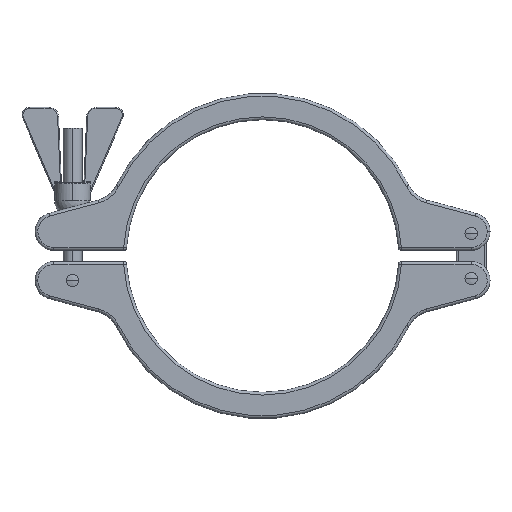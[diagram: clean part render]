
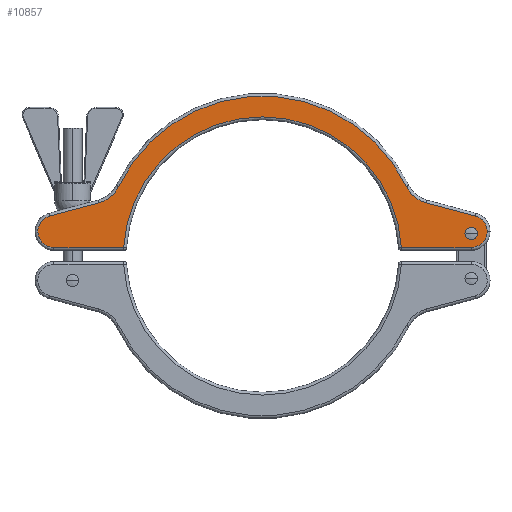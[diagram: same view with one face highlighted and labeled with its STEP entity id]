
A CAD part, top view. The second image highlights one B-rep face of the part: STEP entity #10857.
In plain terms, the highlighted planar face has unit normal (0, 0, 1).
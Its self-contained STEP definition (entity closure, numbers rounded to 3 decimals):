
#20 = CIRCLE ( 'NONE', #5345, 85. ) ;
#90 = EDGE_CURVE ( 'NONE', #10455, #12711, #866, .T. ) ;
#305 = CARTESIAN_POINT ( 'NONE',  ( -76.545, 36.959, 12. ) ) ;
#418 = ORIENTED_EDGE ( 'NONE', *, *, #3866, .T. ) ;
#589 = CARTESIAN_POINT ( 'NONE',  ( -113.2, 21.21, 12. ) ) ;
#625 = VERTEX_POINT ( 'NONE', #13053 ) ;
#638 = CARTESIAN_POINT ( 'NONE',  ( 0., 0., 12. ) ) ;
#788 = AXIS2_PLACEMENT_3D ( 'NONE', #13834, #3049, #7825 ) ;
#866 = LINE ( 'NONE', #15360, #3655 ) ;
#870 = EDGE_CURVE ( 'NONE', #625, #14494, #2537, .T. ) ;
#1097 = CARTESIAN_POINT ( 'NONE',  ( 0., 0., 12. ) ) ;
#1146 = DIRECTION ( 'NONE',  ( 1., 0., 0. ) ) ;
#1204 = CARTESIAN_POINT ( 'NONE',  ( 111., 13., 12. ) ) ;
#1330 = EDGE_CURVE ( 'NONE', #3238, #10957, #3310, .T. ) ;
#1339 = CARTESIAN_POINT ( 'NONE',  ( 87.133, 28.195, 12. ) ) ;
#1434 = AXIS2_PLACEMENT_3D ( 'NONE', #5727, #10547, #12445 ) ;
#1510 = VECTOR ( 'NONE', #2761, 1000. ) ;
#1625 = EDGE_CURVE ( 'NONE', #4754, #3492, #20, .T. ) ;
#1981 = CIRCLE ( 'NONE', #12355, 16.5 ) ;
#2089 = CIRCLE ( 'NONE', #11712, 16.5 ) ;
#2140 = DIRECTION ( 'NONE',  ( 0., 0., 1. ) ) ;
#2450 = EDGE_LOOP ( 'NONE', ( #9344, #14727, #12748, #14509, #8712, #11597, #9846, #4891, #418, #13412, #10671 ) ) ;
#2537 = CIRCLE ( 'NONE', #788, 3.3 ) ;
#2620 = DIRECTION ( 'NONE',  ( 0., 0., 1. ) ) ;
#2761 = DIRECTION ( 'NONE',  ( -0.966, -0.259, 0. ) ) ;
#3049 = DIRECTION ( 'NONE',  ( 0., 0., 1. ) ) ;
#3170 = DIRECTION ( 'NONE',  ( 1., 0., 0. ) ) ;
#3202 = DIRECTION ( 'NONE',  ( 1., 0., 0. ) ) ;
#3238 = VERTEX_POINT ( 'NONE', #11728 ) ;
#3310 = CIRCLE ( 'NONE', #4860, 74. ) ;
#3492 = VERTEX_POINT ( 'NONE', #305 ) ;
#3655 = VECTOR ( 'NONE', #8946, 1000. ) ;
#3803 = DIRECTION ( 'NONE',  ( 1., 0., 0. ) ) ;
#3866 = EDGE_CURVE ( 'NONE', #3492, #14317, #2089, .T. ) ;
#3919 = VERTEX_POINT ( 'NONE', #589 ) ;
#3929 = CARTESIAN_POINT ( 'NONE',  ( 111., 4.5, 12. ) ) ;
#3937 = ORIENTED_EDGE ( 'NONE', *, *, #10792, .F. ) ;
#4206 = VECTOR ( 'NONE', #1146, 1000. ) ;
#4573 = CARTESIAN_POINT ( 'NONE',  ( -111., 4.5, 12. ) ) ;
#4754 = VERTEX_POINT ( 'NONE', #13129 ) ;
#4838 = CARTESIAN_POINT ( 'NONE',  ( -111., 13., 12. ) ) ;
#4860 = AXIS2_PLACEMENT_3D ( 'NONE', #1097, #12032, #14046 ) ;
#4891 = ORIENTED_EDGE ( 'NONE', *, *, #1625, .T. ) ;
#4940 = AXIS2_PLACEMENT_3D ( 'NONE', #4838, #7453, #3803 ) ;
#4984 = EDGE_CURVE ( 'NONE', #11494, #14450, #5925, .T. ) ;
#5100 = EDGE_LOOP ( 'NONE', ( #11196, #3937 ) ) ;
#5167 = FACE_BOUND ( 'NONE', #5100, .T. ) ;
#5345 = AXIS2_PLACEMENT_3D ( 'NONE', #6722, #5540, #5686 ) ;
#5358 = EDGE_CURVE ( 'NONE', #3919, #9771, #8215, .T. ) ;
#5401 = DIRECTION ( 'NONE',  ( 0., 0., -1. ) ) ;
#5540 = DIRECTION ( 'NONE',  ( 0., 0., 1. ) ) ;
#5686 = DIRECTION ( 'NONE',  ( 1., 0., 0. ) ) ;
#5727 = CARTESIAN_POINT ( 'NONE',  ( 111., 13., 12. ) ) ;
#5925 = CIRCLE ( 'NONE', #7474, 8.5 ) ;
#6277 = FACE_OUTER_BOUND ( 'NONE', #2450, .T. ) ;
#6349 = DIRECTION ( 'NONE',  ( 1., 0., 0. ) ) ;
#6722 = CARTESIAN_POINT ( 'NONE',  ( 0., 0., 12. ) ) ;
#7453 = DIRECTION ( 'NONE',  ( 0., 0., 1. ) ) ;
#7474 = AXIS2_PLACEMENT_3D ( 'NONE', #1204, #2140, #13095 ) ;
#7726 = CIRCLE ( 'NONE', #10973, 3.3 ) ;
#7825 = DIRECTION ( 'NONE',  ( 1., 0., 0. ) ) ;
#7861 = DIRECTION ( 'NONE',  ( 1., 0., 0. ) ) ;
#8215 = CIRCLE ( 'NONE', #4940, 8.5 ) ;
#8515 = LINE ( 'NONE', #3929, #4206 ) ;
#8712 = ORIENTED_EDGE ( 'NONE', *, *, #14310, .T. ) ;
#8798 = EDGE_CURVE ( 'NONE', #10957, #11494, #8515, .T. ) ;
#8801 = CARTESIAN_POINT ( 'NONE',  ( -87.133, 28.195, 12. ) ) ;
#8803 = DIRECTION ( 'NONE',  ( 1., 0., 0. ) ) ;
#8946 = DIRECTION ( 'NONE',  ( -0.966, 0.259, 0. ) ) ;
#8950 = CARTESIAN_POINT ( 'NONE',  ( 114.3, 12., 12. ) ) ;
#8957 = AXIS2_PLACEMENT_3D ( 'NONE', #638, #10527, #7861 ) ;
#9035 = CIRCLE ( 'NONE', #1434, 8.5 ) ;
#9215 = EDGE_CURVE ( 'NONE', #9771, #3238, #13797, .T. ) ;
#9344 = ORIENTED_EDGE ( 'NONE', *, *, #9215, .T. ) ;
#9771 = VERTEX_POINT ( 'NONE', #4573 ) ;
#9846 = ORIENTED_EDGE ( 'NONE', *, *, #15566, .T. ) ;
#9921 = CARTESIAN_POINT ( 'NONE',  ( -91.403, 44.133, 12. ) ) ;
#9956 = LINE ( 'NONE', #14723, #1510 ) ;
#10455 = VERTEX_POINT ( 'NONE', #15229 ) ;
#10527 = DIRECTION ( 'NONE',  ( 0., 0., 1. ) ) ;
#10547 = DIRECTION ( 'NONE',  ( 0., 0., 1. ) ) ;
#10671 = ORIENTED_EDGE ( 'NONE', *, *, #5358, .T. ) ;
#10792 = EDGE_CURVE ( 'NONE', #14494, #625, #7726, .T. ) ;
#10857 = ADVANCED_FACE ( 'NONE', ( #6277, #5167 ), #15053, .T. ) ;
#10957 = VERTEX_POINT ( 'NONE', #12685 ) ;
#10973 = AXIS2_PLACEMENT_3D ( 'NONE', #13483, #2620, #8803 ) ;
#11018 = EDGE_CURVE ( 'NONE', #14317, #3919, #9956, .T. ) ;
#11196 = ORIENTED_EDGE ( 'NONE', *, *, #870, .F. ) ;
#11494 = VERTEX_POINT ( 'NONE', #13026 ) ;
#11597 = ORIENTED_EDGE ( 'NONE', *, *, #90, .T. ) ;
#11712 = AXIS2_PLACEMENT_3D ( 'NONE', #9921, #12477, #3202 ) ;
#11728 = CARTESIAN_POINT ( 'NONE',  ( -73.863, 4.5, 12. ) ) ;
#12032 = DIRECTION ( 'NONE',  ( 0., 0., -1. ) ) ;
#12355 = AXIS2_PLACEMENT_3D ( 'NONE', #15054, #5401, #3170 ) ;
#12445 = DIRECTION ( 'NONE',  ( 1., 0., 0. ) ) ;
#12477 = DIRECTION ( 'NONE',  ( 0., 0., -1. ) ) ;
#12685 = CARTESIAN_POINT ( 'NONE',  ( 73.863, 4.5, 12. ) ) ;
#12687 = CARTESIAN_POINT ( 'NONE',  ( -72.438, 4.5, 12. ) ) ;
#12711 = VERTEX_POINT ( 'NONE', #1339 ) ;
#12748 = ORIENTED_EDGE ( 'NONE', *, *, #8798, .T. ) ;
#13026 = CARTESIAN_POINT ( 'NONE',  ( 111., 4.5, 12. ) ) ;
#13053 = CARTESIAN_POINT ( 'NONE',  ( 107.7, 12., 12. ) ) ;
#13095 = DIRECTION ( 'NONE',  ( 1., 0., 0. ) ) ;
#13129 = CARTESIAN_POINT ( 'NONE',  ( 76.545, 36.959, 12. ) ) ;
#13412 = ORIENTED_EDGE ( 'NONE', *, *, #11018, .T. ) ;
#13483 = CARTESIAN_POINT ( 'NONE',  ( 111., 12., 12. ) ) ;
#13640 = CARTESIAN_POINT ( 'NONE',  ( 119.5, 13., 12. ) ) ;
#13797 = LINE ( 'NONE', #12687, #13804 ) ;
#13804 = VECTOR ( 'NONE', #6349, 1000. ) ;
#13834 = CARTESIAN_POINT ( 'NONE',  ( 111., 12., 12. ) ) ;
#14046 = DIRECTION ( 'NONE',  ( 1., 0., 0. ) ) ;
#14310 = EDGE_CURVE ( 'NONE', #14450, #10455, #9035, .T. ) ;
#14317 = VERTEX_POINT ( 'NONE', #8801 ) ;
#14450 = VERTEX_POINT ( 'NONE', #13640 ) ;
#14494 = VERTEX_POINT ( 'NONE', #8950 ) ;
#14509 = ORIENTED_EDGE ( 'NONE', *, *, #4984, .T. ) ;
#14723 = CARTESIAN_POINT ( 'NONE',  ( -113.2, 21.21, 12. ) ) ;
#14727 = ORIENTED_EDGE ( 'NONE', *, *, #1330, .T. ) ;
#15053 = PLANE ( 'NONE',  #8957 ) ;
#15054 = CARTESIAN_POINT ( 'NONE',  ( 91.403, 44.133, 12. ) ) ;
#15229 = CARTESIAN_POINT ( 'NONE',  ( 113.2, 21.21, 12. ) ) ;
#15360 = CARTESIAN_POINT ( 'NONE',  ( 87.133, 28.195, 12. ) ) ;
#15566 = EDGE_CURVE ( 'NONE', #12711, #4754, #1981, .T. ) ;
